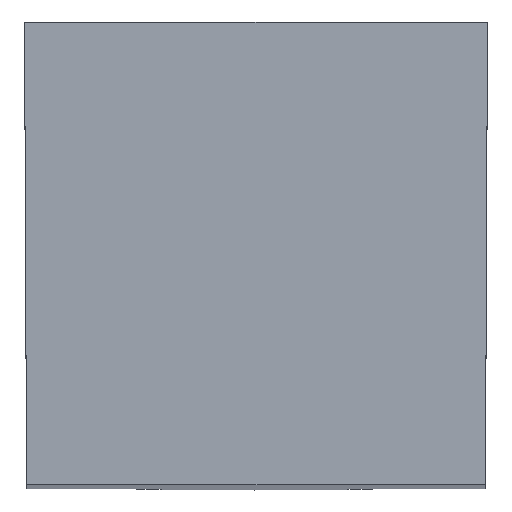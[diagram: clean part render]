
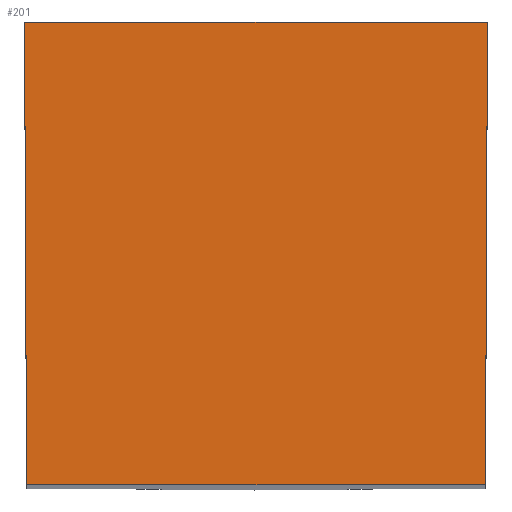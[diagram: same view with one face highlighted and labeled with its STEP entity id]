
A CAD part, top view. The second image highlights one B-rep face of the part: STEP entity #201.
In plain terms, the highlighted planar face has unit normal (0, 0, 1).
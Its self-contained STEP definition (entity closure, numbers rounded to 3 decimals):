
#89=FACE_OUTER_BOUND('',#262,.T.);
#114=LINE('',#890,#147);
#119=LINE('',#903,#152);
#123=LINE('',#913,#156);
#125=LINE('',#916,#158);
#147=VECTOR('',#669,1.);
#152=VECTOR('',#678,1.);
#156=VECTOR('',#688,1.);
#158=VECTOR('',#692,1.);
#201=ADVANCED_FACE('SHANK_FACE_BACK',(#89),#221,.F.);
#221=PLANE('',#585);
#262=EDGE_LOOP('',(#344,#345,#346,#347));
#344=ORIENTED_EDGE('',*,*,#463,.F.);
#345=ORIENTED_EDGE('',*,*,#455,.T.);
#346=ORIENTED_EDGE('',*,*,#461,.T.);
#347=ORIENTED_EDGE('',*,*,#449,.F.);
#407=VERTEX_POINT('',#889);
#408=VERTEX_POINT('',#891);
#413=VERTEX_POINT('',#902);
#414=VERTEX_POINT('',#904);
#449=EDGE_CURVE('',#407,#408,#114,.T.);
#455=EDGE_CURVE('',#414,#413,#119,.T.);
#461=EDGE_CURVE('',#413,#408,#123,.T.);
#463=EDGE_CURVE('',#414,#407,#125,.T.);
#585=AXIS2_PLACEMENT_3D('',#922,#701,#702);
#669=DIRECTION('',(1.,0.,0.));
#678=DIRECTION('',(1.,0.,0.));
#688=DIRECTION('',(0.004,1.,0.));
#692=DIRECTION('',(-0.004,1.,0.));
#701=DIRECTION('',(0.,0.,-1.));
#702=DIRECTION('',(0.,-1.,0.));
#889=CARTESIAN_POINT('',(-19.875,19.875,0.));
#890=CARTESIAN_POINT('',(-26.369,19.875,0.));
#891=CARTESIAN_POINT('',(0.,19.875,0.));
#902=CARTESIAN_POINT('',(-0.087,0.,0.));
#903=CARTESIAN_POINT('',(-26.369,0.,0.));
#904=CARTESIAN_POINT('',(-19.788,0.,0.));
#913=CARTESIAN_POINT('',(-0.689,-137.944,0.));
#916=CARTESIAN_POINT('',(-19.186,-137.944,0.));
#922=CARTESIAN_POINT('',(0.,0.,0.));
